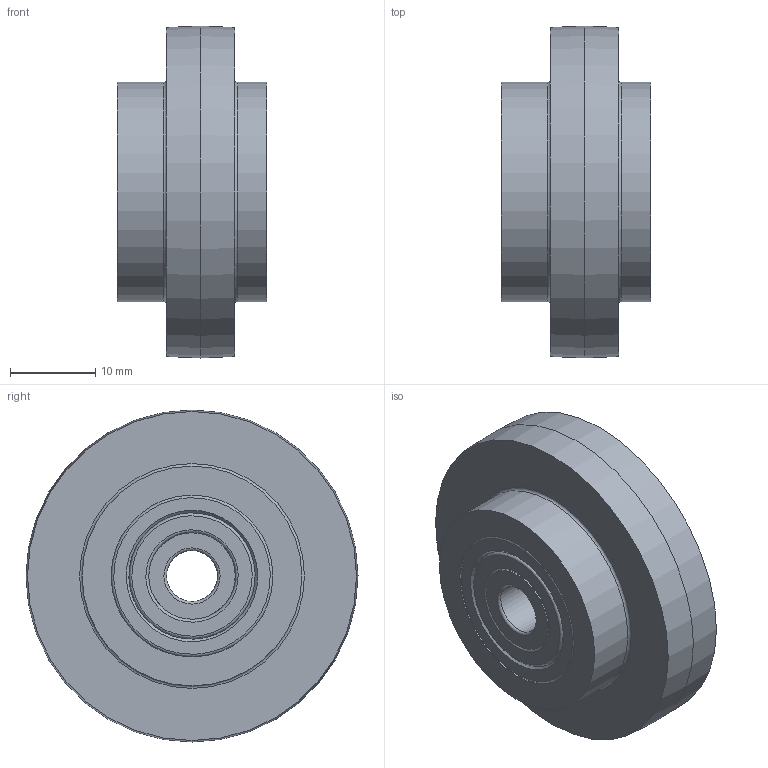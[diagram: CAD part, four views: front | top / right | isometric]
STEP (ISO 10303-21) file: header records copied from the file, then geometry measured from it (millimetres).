
FILE_DESCRIPTION((''),'2;1');
FILE_NAME('AR3563.stp','2021-07-28T09:39:24',('arma01'),(''),'Autodesk Inventor 2013','Autodesk Inventor 2013','');
FILE_SCHEMA(('AUTOMOTIVE_DESIGN { 1 0 10303 214 1 1 1 1 }'));
Length unit declared in the file: millimetre
Products named in the file (4): AR3563; AR3563 I; DIN 625 SKF- osłonięte obustronnie SKF 626-2Z; AR3563 II
Assembly tree (4 placements, depth 2):
  AR3563
    AR3563 I
    DIN 625 SKF- osłonięte obustronnie SKF 626-2Z  x2
    AR3563 II
Bounding box: 17.6 x 39 x 39 mm (x, y, z)
Volume: 13006.8 mm3; surface area: 8659.6 mm2
Topology: 6 solids, 6 shells, 95 faces, 264 edges, 169 vertices
Faces by surface type: torus 34, cylinder 23, plane 20, sphere 10, cone 8
Full cylindrical faces by diameter (mm): 6 x3, 10.16 x4, 10.25 x2, 11 x2, 14.75 x2, 14.84 x4, 19 x4, 25.8 x2
Entity records: 2116 total; most frequent: CARTESIAN_POINT 781, DIRECTION 258, ORIENTED_EDGE 204, AXIS2_PLACEMENT_3D 129, EDGE_LOOP 108, EDGE_CURVE 102, VERTEX_POINT 82, CIRCLE 62
